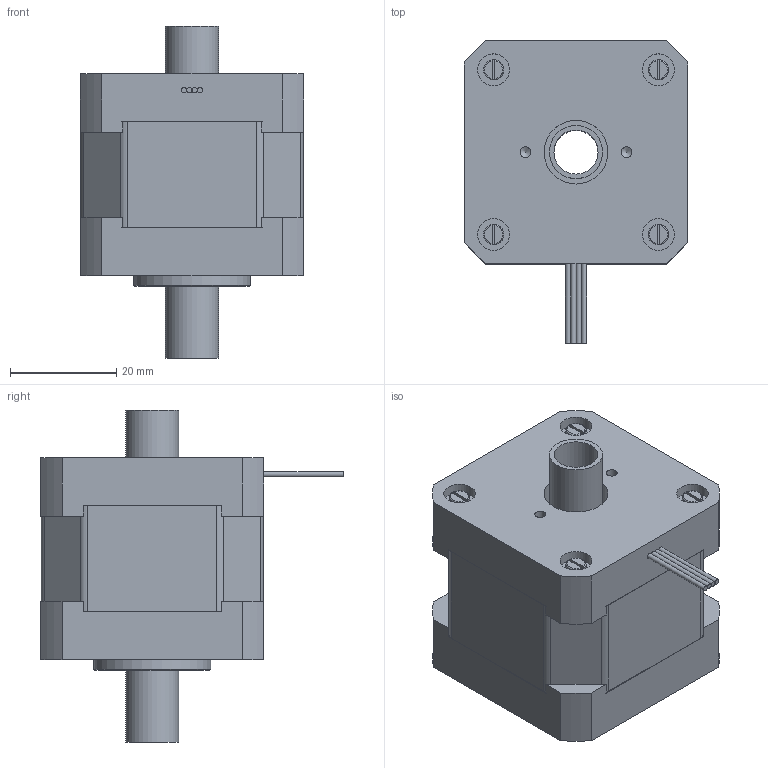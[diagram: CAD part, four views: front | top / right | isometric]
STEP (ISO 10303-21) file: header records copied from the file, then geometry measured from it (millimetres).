
FILE_DESCRIPTION((''),'2;1');
FILE_NAME('ST4118M1804_L.stp','2014-09-09T10:08:06',('schneid_a'),(''),'Autodesk Inventor 2010','Autodesk Inventor 2010','');
FILE_SCHEMA(('AUTOMOTIVE_DESIGN { 1 0 10303 214 1 1 1 1 }'));
Length unit declared in the file: millimetre
Products named in the file (8): ST4118M1804__L; Stator_ST4118_M; leads_4_ST4118; Schrauben_ISO1207_M2; Endcap_ST4118M_L; Frontcap_ST4118M_L; Hohlwelle_10x62.5; Mutter_10
Assembly tree (10 placements, depth 2):
  ST4118M1804__L
    Stator_ST4118_M
    leads_4_ST4118
    Schrauben_ISO1207_M2  x4
    Endcap_ST4118M_L
    Frontcap_ST4118M_L
    Hohlwelle_10x62.5
    Mutter_10
Bounding box: 42 x 57 x 62.5 mm (x, y, z)
Volume: 60491.5 mm3; surface area: 22583.5 mm2
Topology: 10 solids, 11 shells, 159 faces, 374 edges, 239 vertices
Faces by surface type: plane 92, cylinder 53, torus 8, cone 6
Full cylindrical faces by diameter (mm): 1 x6, 2.013 x2, 2.459 x4, 2.7 x4, 3.8 x4, 6 x4, 8.3 x1, 10 x2, 11 x1, 12 x1, 15 x1, 19 x2, 22 x1
Entity records: 3965 total; most frequent: DIRECTION 688, CARTESIAN_POINT 646, ORIENTED_EDGE 544, EDGE_CURVE 272, AXIS2_PLACEMENT_3D 270, EDGE_LOOP 195, VERTEX_POINT 188, VECTOR 148
